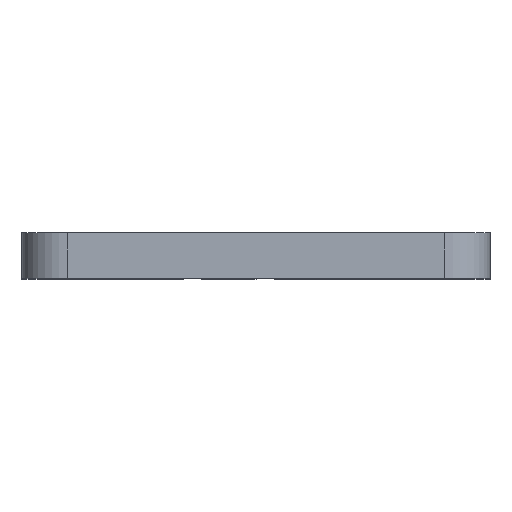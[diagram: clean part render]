
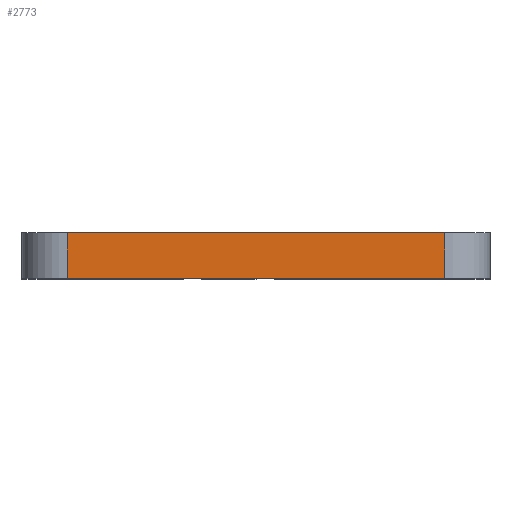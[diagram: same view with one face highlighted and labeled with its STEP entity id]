
A CAD part, top view. The second image highlights one B-rep face of the part: STEP entity #2773.
In plain terms, the highlighted planar face has unit normal (0, 0, 1).
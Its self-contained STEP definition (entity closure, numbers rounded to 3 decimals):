
#112=DIRECTION('',(1.,0.,0.));
#113=VECTOR('',#112,20.8);
#114=CARTESIAN_POINT('',(-10.4,0.,14.4));
#115=LINE('',#114,#113);
#359=DIRECTION('',(1.,0.,0.));
#360=VECTOR('',#359,20.8);
#361=CARTESIAN_POINT('',(-10.4,2.5,14.4));
#362=LINE('',#361,#360);
#748=DIRECTION('',(0.,-1.,0.));
#749=VECTOR('',#748,2.5);
#750=CARTESIAN_POINT('',(-10.4,2.5,14.4));
#751=LINE('',#750,#749);
#752=DIRECTION('',(0.,-1.,0.));
#753=VECTOR('',#752,2.5);
#754=CARTESIAN_POINT('',(10.4,2.5,14.4));
#755=LINE('',#754,#753);
#1654=CARTESIAN_POINT('',(-10.4,0.,14.4));
#1656=VERTEX_POINT('',#1654);
#1660=CARTESIAN_POINT('',(-10.4,2.5,14.4));
#1661=VERTEX_POINT('',#1660);
#1663=CARTESIAN_POINT('',(10.4,0.,14.4));
#1665=VERTEX_POINT('',#1663);
#1666=CARTESIAN_POINT('',(10.4,2.5,14.4));
#1667=VERTEX_POINT('',#1666);
#2761=CARTESIAN_POINT('',(-12.9,0.,14.4));
#2762=DIRECTION('',(0.,0.,1.));
#2763=DIRECTION('',(1.,0.,0.));
#2764=AXIS2_PLACEMENT_3D('',#2761,#2762,#2763);
#2765=PLANE('',#2764);
#2766=ORIENTED_EDGE('',*,*,#2756,.F.);
#2767=ORIENTED_EDGE('',*,*,#2521,.T.);
#2769=ORIENTED_EDGE('',*,*,#2768,.T.);
#2770=ORIENTED_EDGE('',*,*,#2229,.F.);
#2771=EDGE_LOOP('',(#2766,#2767,#2769,#2770));
#2772=FACE_OUTER_BOUND('',#2771,.F.);
#2773=ADVANCED_FACE('',(#2772),#2765,.T.);
#2229=EDGE_CURVE('',#1656,#1665,#115,.T.);
#2521=EDGE_CURVE('',#1661,#1667,#362,.T.);
#2756=EDGE_CURVE('',#1661,#1656,#751,.T.);
#2768=EDGE_CURVE('',#1667,#1665,#755,.T.);
